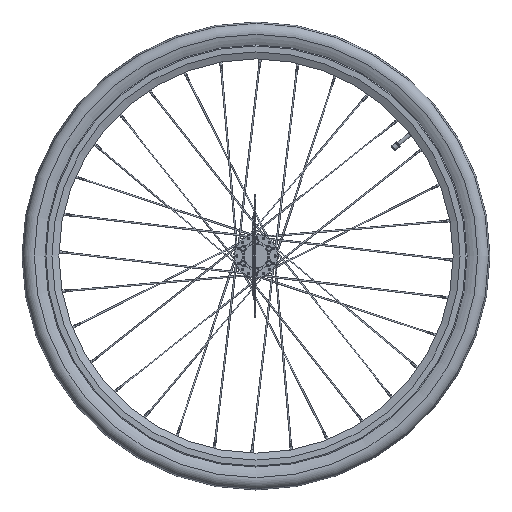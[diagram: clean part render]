
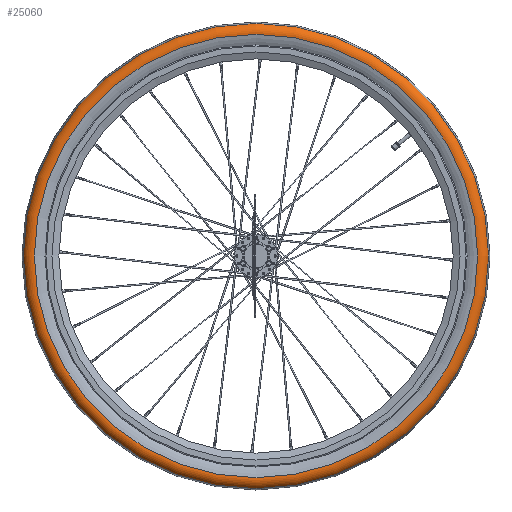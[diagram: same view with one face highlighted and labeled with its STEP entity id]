
A CAD part, left-side view. The second image highlights one B-rep face of the part: STEP entity #25060.
In plain terms, the highlighted toroidal (fillet/blend) face has major radius 336.31 mm and minor radius 15 mm.
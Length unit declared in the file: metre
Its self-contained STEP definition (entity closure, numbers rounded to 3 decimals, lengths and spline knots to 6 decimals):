
#7717=ORIENTED_EDGE('',*,*,#13019,.F.);
#7718=ORIENTED_EDGE('',*,*,#13021,.T.);
#13019=EDGE_CURVE('',#16077,#16077,#18094,.T.);
#13021=EDGE_CURVE('',#16079,#16079,#18096,.T.);
#16077=VERTEX_POINT('',#43944);
#16079=VERTEX_POINT('',#43950);
#18094=CIRCLE('',#27966,0.333463);
#18096=CIRCLE('',#27970,0.34972);
#20302=EDGE_LOOP('',(#7717));
#20303=EDGE_LOOP('',(#7718));
#22851=FACE_BOUND('',#20302,.T.);
#22852=FACE_BOUND('',#20303,.T.);
#24137=TOROIDAL_SURFACE('',#27971,0.33631,0.015);
#25060=ADVANCED_FACE('',(#22851,#22852),#24137,.T.);
#27966=AXIS2_PLACEMENT_3D('',#43943,#33335,#33336);
#27970=AXIS2_PLACEMENT_3D('',#43949,#33343,#33344);
#27971=AXIS2_PLACEMENT_3D('',#43951,#33345,#33346);
#33335=DIRECTION('',(-1.,0.,0.));
#33336=DIRECTION('',(0.,1.,0.));
#33343=DIRECTION('',(-1.,0.,0.));
#33344=DIRECTION('',(0.,1.,0.));
#33345=DIRECTION('',(-1.,0.,0.));
#33346=DIRECTION('',(0.,1.,0.));
#43943=CARTESIAN_POINT('',(-0.017646,0.,0.));
#43944=CARTESIAN_POINT('',(-0.017646,0.333463,0.));
#43949=CARTESIAN_POINT('',(-0.009639,0.,0.));
#43950=CARTESIAN_POINT('',(-0.009639,0.34972,0.));
#43951=CARTESIAN_POINT('',(-0.002919,0.,0.));
